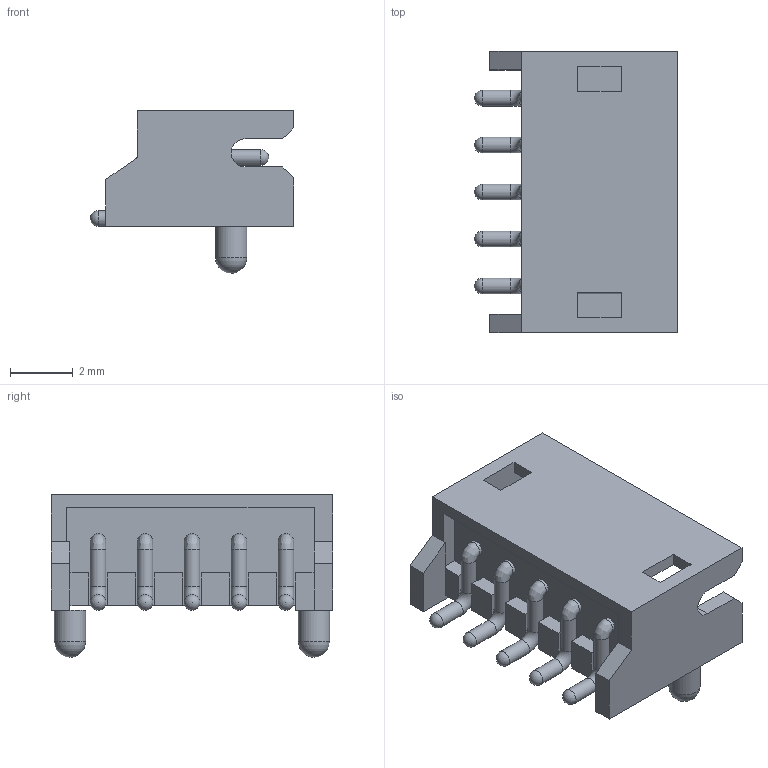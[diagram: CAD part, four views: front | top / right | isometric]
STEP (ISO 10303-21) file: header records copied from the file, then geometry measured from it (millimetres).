
FILE_DESCRIPTION(/* description */ (''),/* implementation_level */ '2;1');
FILE_NAME(/* name */ 'S5B-ZR-SM2-TF.step',/* time_stamp */ '2023-11-07T20:02:39+03:00',/* author */ ('Sandman'),/* organization */ (''),/* preprocessor_version */ 'ST-DEVELOPER v18.1',/* originating_system */ 'Autodesk Inventor 2021',/* authorisation */ '');
FILE_SCHEMA (('AUTOMOTIVE_DESIGN { 1 0 10303 214 3 1 1 }'));
Length unit declared in the file: millimetre
Products named in the file (1): ZH_connector
Bounding box: 6.5 x 9 x 5.2 mm (x, y, z)
Volume: 83.6 mm3; surface area: 335.5 mm2
Topology: 1 solids, 1 shells, 113 faces, 318 edges, 194 vertices
Faces by surface type: plane 67, cylinder 24, sphere 12, torus 5, bspline 5
Full cylindrical faces by diameter (mm): 0.5 x20, 1 x2
Entity records: 3680 total; most frequent: CARTESIAN_POINT 734, ORIENTED_EDGE 592, DIRECTION 592, EDGE_CURVE 296, LINE 218, VECTOR 218, VERTEX_POINT 194, AXIS2_PLACEMENT_3D 187
